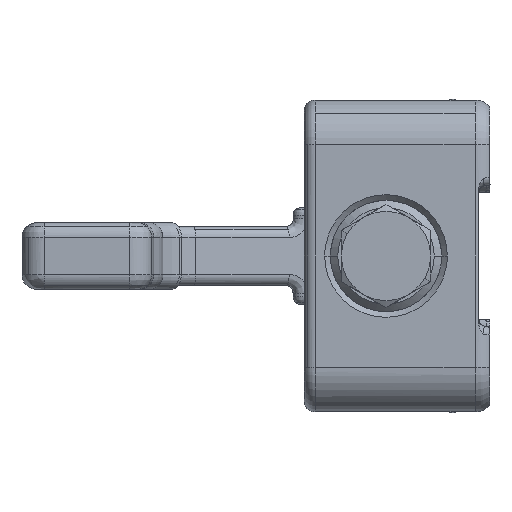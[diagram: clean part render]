
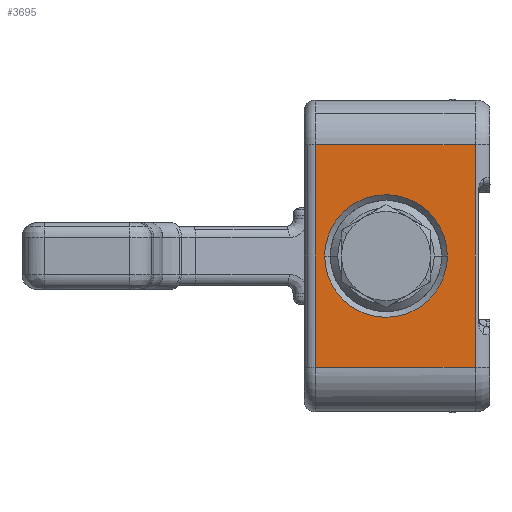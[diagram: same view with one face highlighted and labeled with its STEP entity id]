
A CAD part, left-side view. The second image highlights one B-rep face of the part: STEP entity #3695.
In plain terms, the highlighted planar face has unit normal (-1, 0, 0).
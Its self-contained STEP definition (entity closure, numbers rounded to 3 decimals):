
#3608=AXIS2_PLACEMENT_3D('Plane Axis2P3D',#3605,#3606,#3607) ;
#2903=CARTESIAN_POINT('Vertex',(-127.,5.,30.)) ;
#2906=CARTESIAN_POINT('Line Origine',(-127.,5.,-33.)) ;
#2910=CARTESIAN_POINT('Vertex',(-127.,5.,-30.)) ;
#3605=CARTESIAN_POINT('Axis2P3D Location',(-127.,2.85,33.)) ;
#3610=CARTESIAN_POINT('Line Origine',(-127.,26.5,30.)) ;
#3614=CARTESIAN_POINT('Vertex',(-127.,48.,30.)) ;
#3617=CARTESIAN_POINT('Line Origine',(-127.,48.,0.)) ;
#3621=CARTESIAN_POINT('Vertex',(-127.,48.,-30.)) ;
#3624=CARTESIAN_POINT('Line Origine',(-127.,26.5,-30.)) ;
#3636=CARTESIAN_POINT('Control Point',(-127.,12.5,0.)) ;
#3637=CARTESIAN_POINT('Control Point',(-127.,12.5,1.592)) ;
#3638=CARTESIAN_POINT('Control Point',(-127.,12.692,3.184)) ;
#3639=CARTESIAN_POINT('Control Point',(-127.,13.076,4.745)) ;
#3640=CARTESIAN_POINT('Control Point',(-127.,14.213,7.744)) ;
#3641=CARTESIAN_POINT('Control Point',(-127.,16.03,10.386)) ;
#3642=CARTESIAN_POINT('Control Point',(-127.,17.095,11.591)) ;
#3643=CARTESIAN_POINT('Control Point',(-127.,19.493,13.72)) ;
#3644=CARTESIAN_POINT('Control Point',(-127.,22.329,15.218)) ;
#3645=CARTESIAN_POINT('Control Point',(-127.,23.831,15.791)) ;
#3646=CARTESIAN_POINT('Control Point',(-127.,26.943,16.565)) ;
#3647=CARTESIAN_POINT('Control Point',(-127.,30.15,16.576)) ;
#3648=CARTESIAN_POINT('Control Point',(-127.,31.747,16.387)) ;
#3649=CARTESIAN_POINT('Control Point',(-127.,34.863,15.629)) ;
#3650=CARTESIAN_POINT('Control Point',(-127.,37.709,14.151)) ;
#3651=CARTESIAN_POINT('Control Point',(-127.,39.036,13.243)) ;
#3652=CARTESIAN_POINT('Control Point',(-127.,41.444,11.125)) ;
#3653=CARTESIAN_POINT('Control Point',(-127.,43.28,8.496)) ;
#3654=CARTESIAN_POINT('Control Point',(-127.,44.034,7.076)) ;
#3655=CARTESIAN_POINT('Control Point',(-127.,44.904,4.813)) ;
#3656=CARTESIAN_POINT('Control Point',(-127.,45.349,2.442)) ;
#3657=CARTESIAN_POINT('Control Point',(-127.,45.45,1.631)) ;
#3658=CARTESIAN_POINT('Control Point',(-127.,45.5,0.815)) ;
#3659=CARTESIAN_POINT('Control Point',(-127.,45.5,0.)) ;
#3660=CARTESIAN_POINT('Vertex',(-127.,12.5,0.)) ;
#3662=CARTESIAN_POINT('Vertex',(-127.,45.5,0.)) ;
#3666=CARTESIAN_POINT('Control Point',(-127.,45.5,0.)) ;
#3667=CARTESIAN_POINT('Control Point',(-127.,45.5,-1.592)) ;
#3668=CARTESIAN_POINT('Control Point',(-127.,45.308,-3.184)) ;
#3669=CARTESIAN_POINT('Control Point',(-127.,44.924,-4.745)) ;
#3670=CARTESIAN_POINT('Control Point',(-127.,43.787,-7.744)) ;
#3671=CARTESIAN_POINT('Control Point',(-127.,41.97,-10.386)) ;
#3672=CARTESIAN_POINT('Control Point',(-127.,40.905,-11.591)) ;
#3673=CARTESIAN_POINT('Control Point',(-127.,38.507,-13.72)) ;
#3674=CARTESIAN_POINT('Control Point',(-127.,35.671,-15.218)) ;
#3675=CARTESIAN_POINT('Control Point',(-127.,34.169,-15.791)) ;
#3676=CARTESIAN_POINT('Control Point',(-127.,31.057,-16.565)) ;
#3677=CARTESIAN_POINT('Control Point',(-127.,27.85,-16.576)) ;
#3678=CARTESIAN_POINT('Control Point',(-127.,26.253,-16.387)) ;
#3679=CARTESIAN_POINT('Control Point',(-127.,23.137,-15.629)) ;
#3680=CARTESIAN_POINT('Control Point',(-127.,20.291,-14.151)) ;
#3681=CARTESIAN_POINT('Control Point',(-127.,18.964,-13.243)) ;
#3682=CARTESIAN_POINT('Control Point',(-127.,16.556,-11.125)) ;
#3683=CARTESIAN_POINT('Control Point',(-127.,14.72,-8.496)) ;
#3684=CARTESIAN_POINT('Control Point',(-127.,13.966,-7.076)) ;
#3685=CARTESIAN_POINT('Control Point',(-127.,13.096,-4.813)) ;
#3686=CARTESIAN_POINT('Control Point',(-127.,12.651,-2.442)) ;
#3687=CARTESIAN_POINT('Control Point',(-127.,12.55,-1.631)) ;
#3688=CARTESIAN_POINT('Control Point',(-127.,12.5,-0.815)) ;
#3689=CARTESIAN_POINT('Control Point',(-127.,12.5,0.)) ;
#2907=DIRECTION('Vector Direction',(0.,0.,1.)) ;
#3606=DIRECTION('Axis2P3D Direction',(1.,-0.,0.)) ;
#3607=DIRECTION('Axis2P3D XDirection',(0.,0.,-1.)) ;
#3611=DIRECTION('Vector Direction',(0.,1.,0.)) ;
#3618=DIRECTION('Vector Direction',(0.,0.,-1.)) ;
#3625=DIRECTION('Vector Direction',(0.,1.,0.)) ;
#2908=VECTOR('Line Direction',#2907,1.) ;
#3612=VECTOR('Line Direction',#3611,1.) ;
#3619=VECTOR('Line Direction',#3618,1.) ;
#3626=VECTOR('Line Direction',#3625,1.) ;
#3630=ORIENTED_EDGE('',*,*,#2912,.F.) ;
#3631=ORIENTED_EDGE('',*,*,#3616,.T.) ;
#3632=ORIENTED_EDGE('',*,*,#3623,.T.) ;
#3633=ORIENTED_EDGE('',*,*,#3628,.F.) ;
#3692=ORIENTED_EDGE('',*,*,#3664,.F.) ;
#3693=ORIENTED_EDGE('',*,*,#3690,.F.) ;
#3694=FACE_BOUND('',#3691,.T.) ;
#3695=ADVANCED_FACE('SCHUBSTANGENSPANNER_TS_P_5000_357891',(#3634,#3694),#3609,.F.) ;
#3635=B_SPLINE_CURVE_WITH_KNOTS('',5,(#3636,#3637,#3638,#3639,#3640,#3641,#3642,#3643,#3644,#3645,#3646,#3647,#3648,#3649,#3650,#3651,#3652,#3653,#3654,#3655,#3656,#3657,#3658,#3659),.UNSPECIFIED.,.F.,.U.,(6,3,3,3,3,3,3,6),(0.,11.257,22.514,33.771,45.028,56.284,67.541,73.307),.UNSPECIFIED.) ;
#3665=B_SPLINE_CURVE_WITH_KNOTS('',5,(#3666,#3667,#3668,#3669,#3670,#3671,#3672,#3673,#3674,#3675,#3676,#3677,#3678,#3679,#3680,#3681,#3682,#3683,#3684,#3685,#3686,#3687,#3688,#3689),.UNSPECIFIED.,.F.,.U.,(6,3,3,3,3,3,3,6),(0.,11.257,22.514,33.771,45.028,56.284,67.541,73.307),.UNSPECIFIED.) ;
#2912=EDGE_CURVE('',#2904,#2911,#2909,.F.) ;
#3616=EDGE_CURVE('',#2904,#3615,#3613,.T.) ;
#3623=EDGE_CURVE('',#3615,#3622,#3620,.T.) ;
#3628=EDGE_CURVE('',#2911,#3622,#3627,.T.) ;
#3664=EDGE_CURVE('',#3661,#3663,#3635,.T.) ;
#3690=EDGE_CURVE('',#3663,#3661,#3665,.T.) ;
#3629=EDGE_LOOP('',(#3630,#3631,#3632,#3633)) ;
#3691=EDGE_LOOP('',(#3692,#3693)) ;
#3634=FACE_OUTER_BOUND('',#3629,.T.) ;
#2909=LINE('Line',#2906,#2908) ;
#3613=LINE('Line',#3610,#3612) ;
#3620=LINE('Line',#3617,#3619) ;
#3627=LINE('Line',#3624,#3626) ;
#3609=PLANE('Plane',#3608) ;
#2904=VERTEX_POINT('',#2903) ;
#2911=VERTEX_POINT('',#2910) ;
#3615=VERTEX_POINT('',#3614) ;
#3622=VERTEX_POINT('',#3621) ;
#3661=VERTEX_POINT('',#3660) ;
#3663=VERTEX_POINT('',#3662) ;
